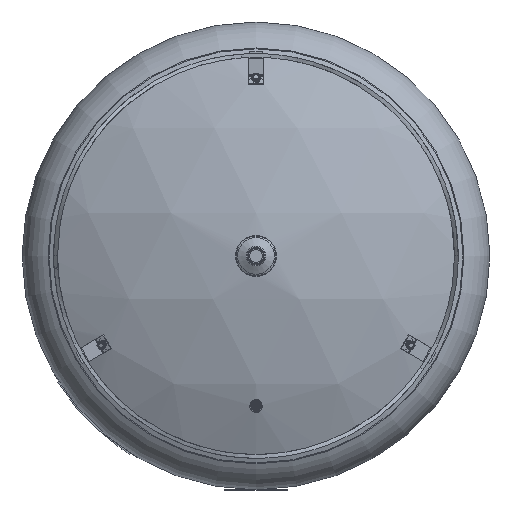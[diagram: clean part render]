
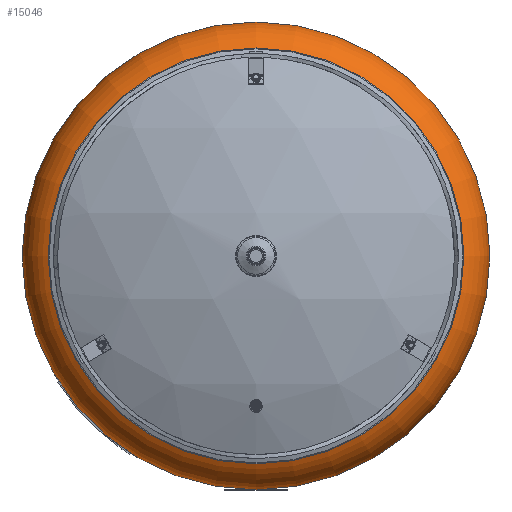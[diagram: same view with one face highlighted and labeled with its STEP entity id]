
A CAD part, front view. The second image highlights one B-rep face of the part: STEP entity #15046.
In plain terms, the highlighted toroidal (fillet/blend) face has major radius 296 mm and minor radius 74 mm.
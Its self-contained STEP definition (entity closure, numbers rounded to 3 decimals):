
#14828=CARTESIAN_POINT('',(328.889,-931.729,0.));
#14829=VERTEX_POINT('',#14828);
#14830=CARTESIAN_POINT('',(0.,-931.729,0.));
#14831=DIRECTION('',(0.0,-1.0,0.0));
#14832=DIRECTION('',(1.0,0.0,0.0));
#14833=AXIS2_PLACEMENT_3D('',#14830,#14831,#14832);
#14834=CIRCLE('',#14833,328.889);
#14835=EDGE_CURVE('',#14829,#14829,#14834,.T.);
#15020=CARTESIAN_POINT('',(370.0,-865.439,0.));
#15021=VERTEX_POINT('',#15020);
#15022=CARTESIAN_POINT('',(0.,-865.439,0.));
#15023=DIRECTION('',(0.0,-1.0,0.0));
#15024=DIRECTION('',(1.0,0.0,0.0));
#15025=AXIS2_PLACEMENT_3D('',#15022,#15023,#15024);
#15026=CIRCLE('',#15025,370.0);
#15027=EDGE_CURVE('',#15021,#15021,#15026,.T.);
#15035=CARTESIAN_POINT('',(0.,-865.439,0.));
#15036=DIRECTION('',(0.,-1.0,0.));
#15037=DIRECTION('',(0.0,0.0,1.0));
#15038=AXIS2_PLACEMENT_3D('',#15035,#15036,#15037);
#15039=TOROIDAL_SURFACE('',#15038,296.0,74.0);
#15040=ORIENTED_EDGE('',*,*,#14835,.F.);
#15041=EDGE_LOOP('',(#15040));
#15042=FACE_OUTER_BOUND('',#15041,.T.);
#15043=ORIENTED_EDGE('',*,*,#15027,.T.);
#15044=EDGE_LOOP('',(#15043));
#15045=FACE_BOUND('',#15044,.T.);
#15046=ADVANCED_FACE('',(#15042,#15045),#15039,.T.);
